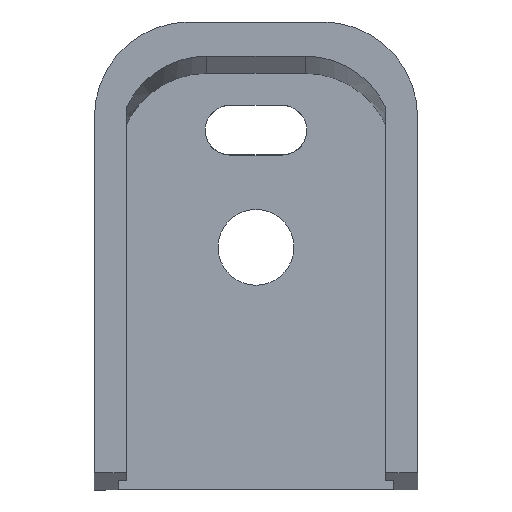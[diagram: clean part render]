
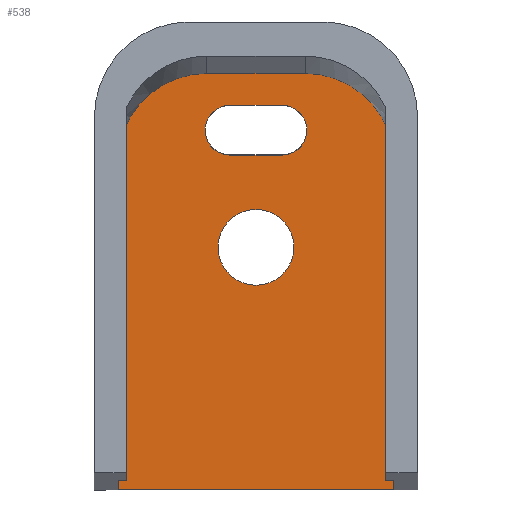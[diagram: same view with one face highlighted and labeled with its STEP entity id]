
A CAD part, front view. The second image highlights one B-rep face of the part: STEP entity #538.
In plain terms, the highlighted planar face has unit normal (0, -1, 0).
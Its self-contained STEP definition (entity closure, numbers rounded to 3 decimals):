
#21=FACE_BOUND('',#111,.T.);
#22=FACE_BOUND('',#112,.T.);
#40=CIRCLE('',#573,7.5);
#41=CIRCLE('',#575,7.5);
#49=CIRCLE('',#591,2.1);
#50=CIRCLE('',#594,3.2);
#51=CIRCLE('',#597,2.1);
#79=FACE_OUTER_BOUND('',#110,.T.);
#110=EDGE_LOOP('',(#477,#478,#479,#480,#481,#482));
#111=EDGE_LOOP('',(#483));
#112=EDGE_LOOP('',(#484,#485,#486,#487));
#132=LINE('',#789,#185);
#148=LINE('',#848,#201);
#155=LINE('',#892,#208);
#161=LINE('',#925,#214);
#165=LINE('',#934,#218);
#166=LINE('',#938,#219);
#185=VECTOR('',#629,10.);
#201=VECTOR('',#679,10.);
#208=VECTOR('',#706,10.);
#214=VECTOR('',#728,10.);
#218=VECTOR('',#738,10.);
#219=VECTOR('',#745,10.);
#225=VERTEX_POINT('',#761);
#226=VERTEX_POINT('',#765);
#253=VERTEX_POINT('',#841);
#254=VERTEX_POINT('',#843);
#255=VERTEX_POINT('',#847);
#256=VERTEX_POINT('',#856);
#263=VERTEX_POINT('',#918);
#264=VERTEX_POINT('',#920);
#265=VERTEX_POINT('',#924);
#266=VERTEX_POINT('',#928);
#267=VERTEX_POINT('',#932);
#286=EDGE_CURVE('',#226,#225,#132,.T.);
#311=EDGE_CURVE('',#253,#254,#40,.T.);
#313=EDGE_CURVE('',#254,#255,#148,.T.);
#315=EDGE_CURVE('',#255,#256,#41,.T.);
#326=EDGE_CURVE('',#226,#253,#155,.T.);
#333=EDGE_CURVE('',#263,#264,#49,.T.);
#335=EDGE_CURVE('',#264,#265,#161,.T.);
#337=EDGE_CURVE('',#266,#266,#50,.T.);
#340=EDGE_CURVE('',#267,#263,#165,.T.);
#341=EDGE_CURVE('',#265,#267,#51,.T.);
#342=EDGE_CURVE('',#256,#225,#166,.T.);
#477=ORIENTED_EDGE('',*,*,#311,.F.);
#478=ORIENTED_EDGE('',*,*,#326,.F.);
#479=ORIENTED_EDGE('',*,*,#286,.T.);
#480=ORIENTED_EDGE('',*,*,#342,.F.);
#481=ORIENTED_EDGE('',*,*,#315,.F.);
#482=ORIENTED_EDGE('',*,*,#313,.F.);
#483=ORIENTED_EDGE('',*,*,#337,.F.);
#484=ORIENTED_EDGE('',*,*,#340,.F.);
#485=ORIENTED_EDGE('',*,*,#341,.F.);
#486=ORIENTED_EDGE('',*,*,#335,.F.);
#487=ORIENTED_EDGE('',*,*,#333,.F.);
#509=PLANE('',#599);
#538=ADVANCED_FACE('',(#79,#21,#22),#509,.F.);
#573=AXIS2_PLACEMENT_3D('',#844,#674,#675);
#575=AXIS2_PLACEMENT_3D('',#857,#681,#682);
#591=AXIS2_PLACEMENT_3D('',#921,#723,#724);
#594=AXIS2_PLACEMENT_3D('',#929,#732,#733);
#597=AXIS2_PLACEMENT_3D('',#936,#741,#742);
#599=AXIS2_PLACEMENT_3D('',#939,#746,#747);
#629=DIRECTION('',(1.,0.,0.));
#674=DIRECTION('center_axis',(0.,1.,0.));
#675=DIRECTION('ref_axis',(0.,0.,-1.));
#679=DIRECTION('',(1.,0.,0.));
#681=DIRECTION('center_axis',(0.,1.,0.));
#682=DIRECTION('ref_axis',(0.,0.,1.));
#706=DIRECTION('',(0.,0.,1.));
#723=DIRECTION('center_axis',(0.,-1.,0.));
#724=DIRECTION('ref_axis',(0.,0.,-1.));
#728=DIRECTION('',(1.,0.,0.));
#732=DIRECTION('center_axis',(0.,-1.,0.));
#733=DIRECTION('ref_axis',(-1.,0.,0.));
#738=DIRECTION('',(-1.,0.,0.));
#741=DIRECTION('center_axis',(0.,-1.,0.));
#742=DIRECTION('ref_axis',(0.,0.,1.));
#745=DIRECTION('',(0.,0.,-1.));
#746=DIRECTION('center_axis',(0.,1.,0.));
#747=DIRECTION('ref_axis',(1.,0.,0.));
#761=CARTESIAN_POINT('',(0.,0.,0.));
#765=CARTESIAN_POINT('',(-23.3,0.,0.));
#789=CARTESIAN_POINT('',(-17.475,0.,0.));
#841=CARTESIAN_POINT('',(-23.3,0.,27.7));
#843=CARTESIAN_POINT('',(-15.8,0.,35.2));
#844=CARTESIAN_POINT('Origin',(-15.8,0.,27.7));
#847=CARTESIAN_POINT('',(-7.5,0.,35.2));
#848=CARTESIAN_POINT('',(-23.3,0.,35.2));
#856=CARTESIAN_POINT('',(0.,0.,27.7));
#857=CARTESIAN_POINT('Origin',(-7.5,0.,27.7));
#892=CARTESIAN_POINT('',(-23.3,0.,0.));
#918=CARTESIAN_POINT('',(-13.85,0.,32.5));
#920=CARTESIAN_POINT('',(-13.85,0.,28.3));
#921=CARTESIAN_POINT('Origin',(-13.85,0.,30.4));
#924=CARTESIAN_POINT('',(-9.45,0.,28.3));
#925=CARTESIAN_POINT('',(-10.55,0.,28.3));
#928=CARTESIAN_POINT('',(-8.45,0.,20.5));
#929=CARTESIAN_POINT('Origin',(-11.65,0.,20.5));
#932=CARTESIAN_POINT('',(-9.45,0.,32.5));
#934=CARTESIAN_POINT('',(-12.75,0.,32.5));
#936=CARTESIAN_POINT('Origin',(-9.45,0.,30.4));
#938=CARTESIAN_POINT('',(0.,0.,35.2));
#939=CARTESIAN_POINT('Origin',(-11.65,0.,17.6));
